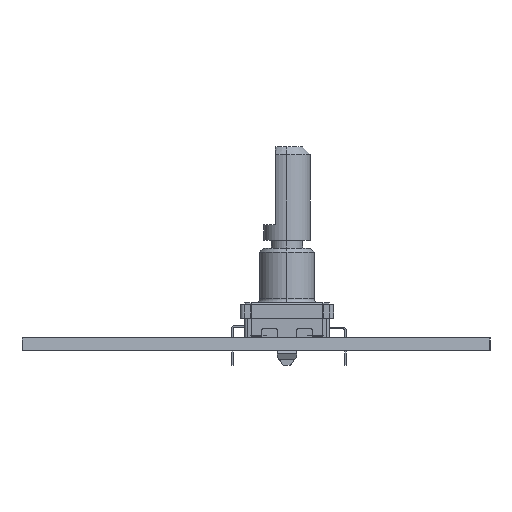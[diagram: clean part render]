
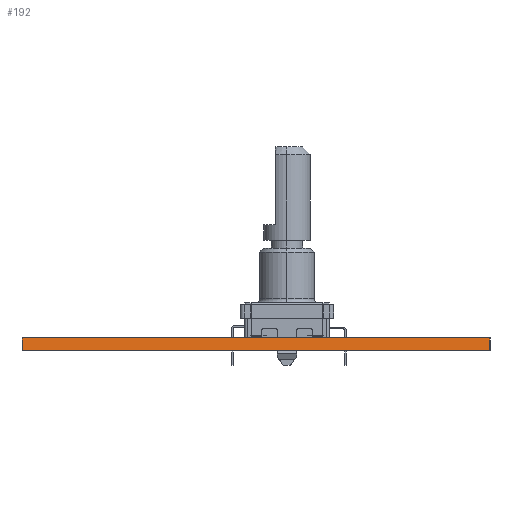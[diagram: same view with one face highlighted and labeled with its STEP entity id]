
A CAD part, left-side view. The second image highlights one B-rep face of the part: STEP entity #192.
In plain terms, the highlighted planar face has unit normal (-0.969, -0.248, 0).
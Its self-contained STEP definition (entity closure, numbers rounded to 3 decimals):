
#63 = EDGE_CURVE('',#64,#66,#68,.T.);
#64 = VERTEX_POINT('',#65);
#65 = CARTESIAN_POINT('',(2.302,60.114,0.));
#66 = VERTEX_POINT('',#67);
#67 = CARTESIAN_POINT('',(2.302,60.114,1.6));
#68 = LINE('',#69,#70);
#69 = CARTESIAN_POINT('',(2.302,60.114,0.));
#70 = VECTOR('',#71,1.);
#71 = DIRECTION('',(0.,0.,1.));
#167 = VERTEX_POINT('',#168);
#168 = CARTESIAN_POINT('',(17.628,0.14,1.6
    ));
#174 = EDGE_CURVE('',#175,#167,#177,.T.);
#175 = VERTEX_POINT('',#176);
#176 = CARTESIAN_POINT('',(17.628,0.14,0.));
#177 = LINE('',#178,#179);
#178 = CARTESIAN_POINT('',(17.628,0.14,0.));
#179 = VECTOR('',#180,1.);
#180 = DIRECTION('',(0.,0.,1.));
#192 = ADVANCED_FACE('',(#193),#209,.T.);
#193 = FACE_BOUND('',#194,.T.);
#194 = EDGE_LOOP('',(#195,#196,#202,#203));
#195 = ORIENTED_EDGE('',*,*,#174,.T.);
#196 = ORIENTED_EDGE('',*,*,#197,.T.);
#197 = EDGE_CURVE('',#167,#66,#198,.T.);
#198 = LINE('',#199,#200);
#199 = CARTESIAN_POINT('',(17.628,0.14,1.6
    ));
#200 = VECTOR('',#201,1.);
#201 = DIRECTION('',(-0.248,0.969,0.));
#202 = ORIENTED_EDGE('',*,*,#63,.F.);
#203 = ORIENTED_EDGE('',*,*,#204,.F.);
#204 = EDGE_CURVE('',#175,#64,#205,.T.);
#205 = LINE('',#206,#207);
#206 = CARTESIAN_POINT('',(17.628,0.14,0.));
#207 = VECTOR('',#208,1.);
#208 = DIRECTION('',(-0.248,0.969,0.));
#209 = PLANE('',#210);
#210 = AXIS2_PLACEMENT_3D('',#211,#212,#213);
#211 = CARTESIAN_POINT('',(17.628,0.14,0.));
#212 = DIRECTION('',(-0.969,-0.248,0.));
#213 = DIRECTION('',(-0.248,0.969,0.));
